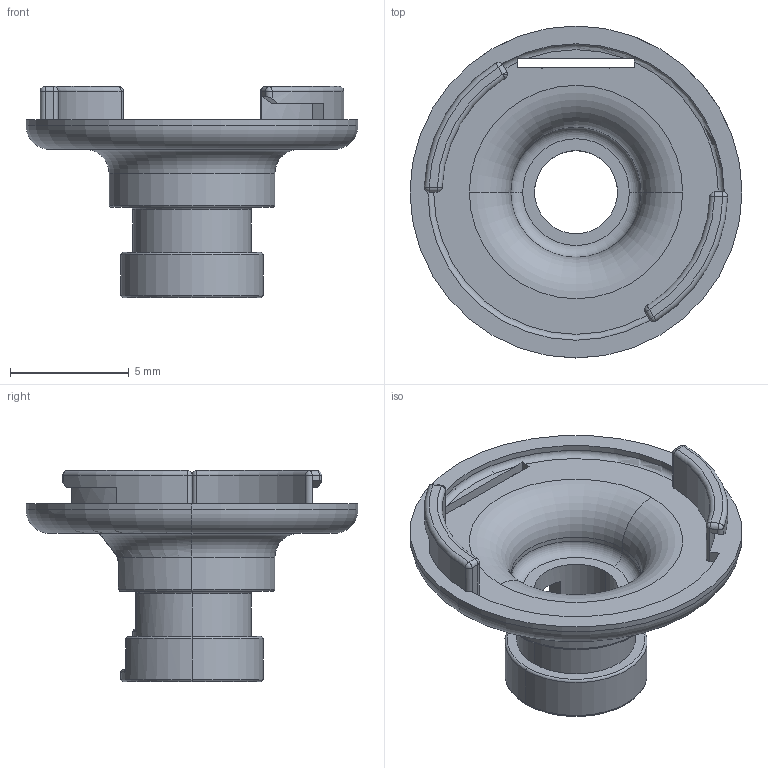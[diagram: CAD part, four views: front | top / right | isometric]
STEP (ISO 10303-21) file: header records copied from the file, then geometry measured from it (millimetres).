
FILE_DESCRIPTION (( 'STEP AP203' ), '1' );
FILE_NAME ('Earpiece-OnBody-Front.step', '2016-12-09T10:26:35', ( 'IT' ), ( '' ), 'SwSTEP 2.0', 'SolidWorks 2015', '' );
FILE_SCHEMA (( 'CONFIG_CONTROL_DESIGN' ));
Length unit declared in the file: millimetre
Products named in the file (1): Earpiece-OnBody-Front
Bounding box: 14 x 14 x 8.9 mm (x, y, z)
Volume: 198.5 mm3; surface area: 592.3 mm2
Topology: 1 solids, 1 shells, 185 faces, 471 edges, 277 vertices
Faces by surface type: cylinder 69, plane 44, torus 33, bspline 23, sphere 16
Entity records: 6270 total; most frequent: CARTESIAN_POINT 1962, ORIENTED_EDGE 906, DIRECTION 902, EDGE_CURVE 453, AXIS2_PLACEMENT_3D 377, VERTEX_POINT 271, CIRCLE 214, EDGE_LOOP 192
